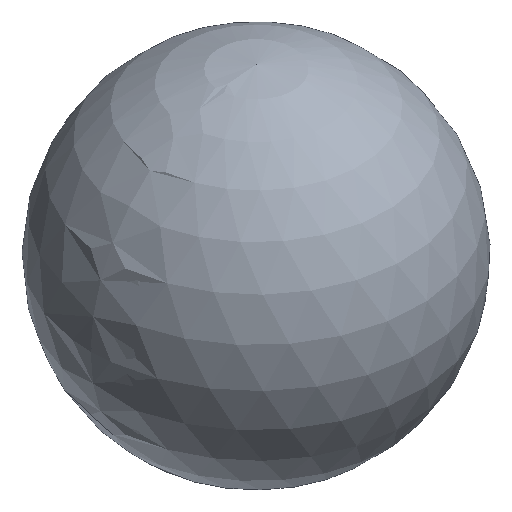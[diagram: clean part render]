
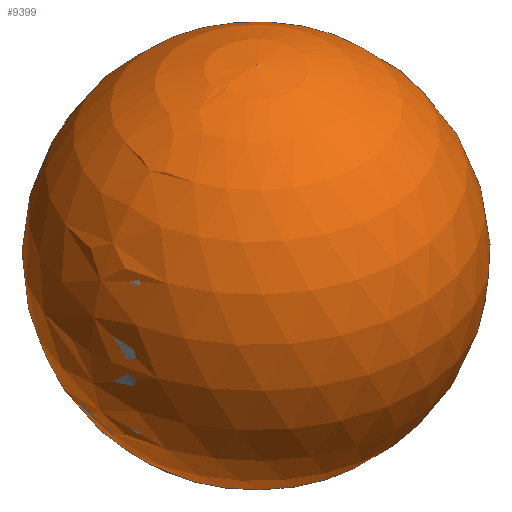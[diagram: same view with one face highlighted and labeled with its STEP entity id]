
A CAD part, isometric view. The second image highlights one B-rep face of the part: STEP entity #9399.
In plain terms, the highlighted spherical face has radius 300 mm.
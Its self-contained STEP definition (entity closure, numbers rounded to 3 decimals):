
#472 = SPHERICAL_SURFACE ( 'NONE', #6538, 300. ) ;
#1520 = DIRECTION ( 'NONE',  ( 0., 0., 1. ) ) ;
#3582 = DIRECTION ( 'NONE',  ( -1., 0., 0. ) ) ;
#6486 = CARTESIAN_POINT ( 'NONE',  ( 0., 0., 0. ) ) ;
#6538 = AXIS2_PLACEMENT_3D ( 'NONE', #6486, #1520, #3582 ) ;
#9399 = ADVANCED_FACE ( 'NONE', ( ), #472, .T. ) ;
